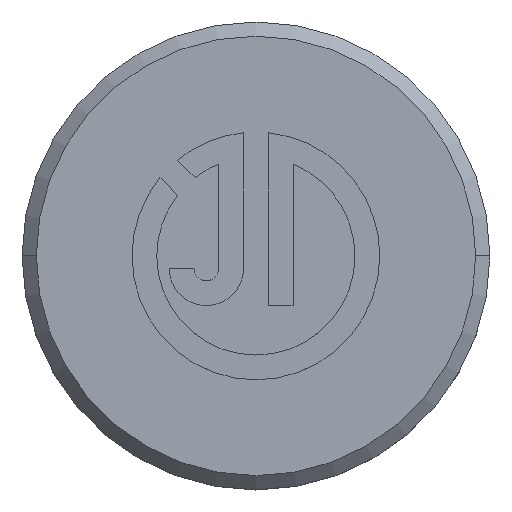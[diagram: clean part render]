
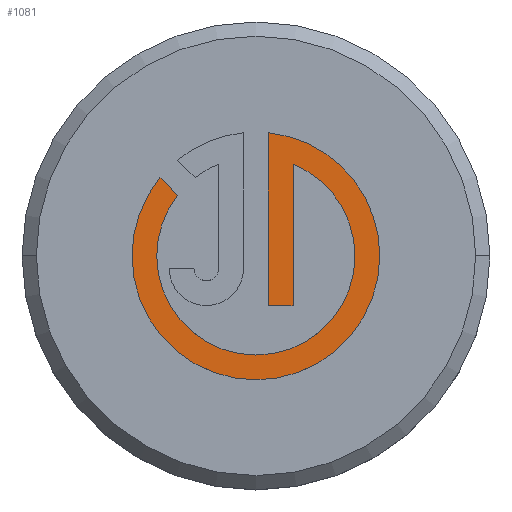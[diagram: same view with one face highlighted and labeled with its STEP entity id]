
A CAD part, top view. The second image highlights one B-rep face of the part: STEP entity #1081.
In plain terms, the highlighted planar face has unit normal (0, 0, 1).
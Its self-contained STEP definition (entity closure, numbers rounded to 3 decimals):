
#3 = ORIENTED_EDGE ( 'NONE', *, *, #430, .T. ) ;
#89 = DIRECTION ( 'NONE',  ( 0., 0., -1. ) ) ;
#116 = EDGE_CURVE ( 'NONE', #2095, #236, #1454, .T. ) ;
#123 = CARTESIAN_POINT ( 'NONE',  ( 0.604, -2.439, 79.9 ) ) ;
#159 = LINE ( 'NONE', #225, #1485 ) ;
#182 = DIRECTION ( 'NONE',  ( -1., 0., 0. ) ) ;
#189 = DIRECTION ( 'NONE',  ( 0., 0., -1. ) ) ;
#221 = DIRECTION ( 'NONE',  ( 0., 0., -1. ) ) ;
#225 = CARTESIAN_POINT ( 'NONE',  ( 0., -2.439, 79.9 ) ) ;
#236 = VERTEX_POINT ( 'NONE', #123 ) ;
#326 = CARTESIAN_POINT ( 'NONE',  ( -4.719, 3.85, 79.9 ) ) ;
#357 = DIRECTION ( 'NONE',  ( 0., 0., 1. ) ) ;
#362 = CARTESIAN_POINT ( 'NONE',  ( -0.005, -0.003, 79.9 ) ) ;
#430 = EDGE_CURVE ( 'NONE', #760, #803, #755, .T. ) ;
#434 = EDGE_CURVE ( 'NONE', #503, #1647, #1152, .T. ) ;
#503 = VERTEX_POINT ( 'NONE', #1636 ) ;
#523 = DIRECTION ( 'NONE',  ( 0., -1., 0. ) ) ;
#542 = CARTESIAN_POINT ( 'NONE',  ( -3.853, 2.983, 79.9 ) ) ;
#549 = VERTEX_POINT ( 'NONE', #2174 ) ;
#591 = PLANE ( 'NONE',  #1195 ) ;
#605 = ORIENTED_EDGE ( 'NONE', *, *, #1040, .T. ) ;
#612 = AXIS2_PLACEMENT_3D ( 'NONE', #362, #189, #182 ) ;
#637 = DIRECTION ( 'NONE',  ( -1., 0., 0. ) ) ;
#673 = CARTESIAN_POINT ( 'NONE',  ( -4.876, -0.003, 79.9 ) ) ;
#712 = DIRECTION ( 'NONE',  ( -0.707, 0.707, 0. ) ) ;
#740 = CARTESIAN_POINT ( 'NONE',  ( -0.005, -0.003, 79.9 ) ) ;
#743 = DIRECTION ( 'NONE',  ( 1., 0., 0. ) ) ;
#755 = CIRCLE ( 'NONE', #612, 4.871 ) ;
#759 = CIRCLE ( 'NONE', #2136, 6.089 ) ;
#760 = VERTEX_POINT ( 'NONE', #673 ) ;
#800 = AXIS2_PLACEMENT_3D ( 'NONE', #1247, #221, #1430 ) ;
#803 = VERTEX_POINT ( 'NONE', #2083 ) ;
#829 = LINE ( 'NONE', #1438, #1271 ) ;
#839 = DIRECTION ( 'NONE',  ( 0., 0., 1. ) ) ;
#888 = EDGE_CURVE ( 'NONE', #1089, #2095, #1931, .T. ) ;
#913 = ORIENTED_EDGE ( 'NONE', *, *, #1344, .T. ) ;
#917 = DIRECTION ( 'NONE',  ( 1., 0., 0. ) ) ;
#941 = CARTESIAN_POINT ( 'NONE',  ( 0., 0., 79.9 ) ) ;
#1014 = VECTOR ( 'NONE', #712, 1000. ) ;
#1025 = ORIENTED_EDGE ( 'NONE', *, *, #2225, .T. ) ;
#1040 = EDGE_CURVE ( 'NONE', #236, #549, #159, .T. ) ;
#1060 = AXIS2_PLACEMENT_3D ( 'NONE', #1297, #89, #637 ) ;
#1081 = ADVANCED_FACE ( 'NONE', ( #1423 ), #591, .T. ) ;
#1089 = VERTEX_POINT ( 'NONE', #1798 ) ;
#1103 = DIRECTION ( 'NONE',  ( 1., 0., 0. ) ) ;
#1122 = AXIS2_PLACEMENT_3D ( 'NONE', #1390, #357, #1563 ) ;
#1140 = CIRCLE ( 'NONE', #800, 4.871 ) ;
#1152 = CIRCLE ( 'NONE', #1060, 4.871 ) ;
#1195 = AXIS2_PLACEMENT_3D ( 'NONE', #941, #2158, #1103 ) ;
#1200 = EDGE_CURVE ( 'NONE', #1421, #1089, #759, .T. ) ;
#1239 = CARTESIAN_POINT ( 'NONE',  ( -6.094, -0.003, 79.9 ) ) ;
#1247 = CARTESIAN_POINT ( 'NONE',  ( -0.005, -0.003, 79.9 ) ) ;
#1271 = VECTOR ( 'NONE', #1969, 1000. ) ;
#1297 = CARTESIAN_POINT ( 'NONE',  ( -0.005, -0.003, 79.9 ) ) ;
#1329 = CIRCLE ( 'NONE', #2057, 6.089 ) ;
#1344 = EDGE_CURVE ( 'NONE', #803, #1781, #1469, .T. ) ;
#1390 = CARTESIAN_POINT ( 'NONE',  ( -0.005, -0.003, 79.9 ) ) ;
#1391 = ORIENTED_EDGE ( 'NONE', *, *, #434, .T. ) ;
#1421 = VERTEX_POINT ( 'NONE', #1239 ) ;
#1423 = FACE_OUTER_BOUND ( 'NONE', #2180, .T. ) ;
#1430 = DIRECTION ( 'NONE',  ( -1., 0., 0. ) ) ;
#1438 = CARTESIAN_POINT ( 'NONE',  ( 1.821, 0., 79.9 ) ) ;
#1454 = LINE ( 'NONE', #1508, #1762 ) ;
#1460 = ORIENTED_EDGE ( 'NONE', *, *, #1200, .T. ) ;
#1469 = LINE ( 'NONE', #542, #1014 ) ;
#1485 = VECTOR ( 'NONE', #743, 1000. ) ;
#1486 = ORIENTED_EDGE ( 'NONE', *, *, #2173, .T. ) ;
#1508 = CARTESIAN_POINT ( 'NONE',  ( 0.604, 0., 79.9 ) ) ;
#1563 = DIRECTION ( 'NONE',  ( 1., 0., 0. ) ) ;
#1636 = CARTESIAN_POINT ( 'NONE',  ( 1.821, 4.512, 79.9 ) ) ;
#1647 = VERTEX_POINT ( 'NONE', #2212 ) ;
#1762 = VECTOR ( 'NONE', #523, 1000. ) ;
#1781 = VERTEX_POINT ( 'NONE', #326 ) ;
#1798 = CARTESIAN_POINT ( 'NONE',  ( 6.084, -0.003, 79.9 ) ) ;
#1865 = ORIENTED_EDGE ( 'NONE', *, *, #116, .T. ) ;
#1880 = CARTESIAN_POINT ( 'NONE',  ( -0.005, -0.003, 79.9 ) ) ;
#1896 = EDGE_CURVE ( 'NONE', #1647, #760, #1140, .T. ) ;
#1925 = ORIENTED_EDGE ( 'NONE', *, *, #888, .T. ) ;
#1931 = CIRCLE ( 'NONE', #1122, 6.089 ) ;
#1960 = DIRECTION ( 'NONE',  ( 0., 0., 1. ) ) ;
#1969 = DIRECTION ( 'NONE',  ( 0., 1., 0. ) ) ;
#2017 = CARTESIAN_POINT ( 'NONE',  ( 0.604, 6.055, 79.9 ) ) ;
#2057 = AXIS2_PLACEMENT_3D ( 'NONE', #740, #1960, #917 ) ;
#2058 = DIRECTION ( 'NONE',  ( 1., 0., 0. ) ) ;
#2083 = CARTESIAN_POINT ( 'NONE',  ( -3.853, 2.983, 79.9 ) ) ;
#2095 = VERTEX_POINT ( 'NONE', #2017 ) ;
#2136 = AXIS2_PLACEMENT_3D ( 'NONE', #1880, #839, #2058 ) ;
#2158 = DIRECTION ( 'NONE',  ( 0., 0., 1. ) ) ;
#2173 = EDGE_CURVE ( 'NONE', #1781, #1421, #1329, .T. ) ;
#2174 = CARTESIAN_POINT ( 'NONE',  ( 1.821, -2.439, 79.9 ) ) ;
#2180 = EDGE_LOOP ( 'NONE', ( #1391, #2231, #3, #913, #1486, #1460, #1925, #1865, #605, #1025 ) ) ;
#2212 = CARTESIAN_POINT ( 'NONE',  ( 4.866, -0.003, 79.9 ) ) ;
#2225 = EDGE_CURVE ( 'NONE', #549, #503, #829, .T. ) ;
#2231 = ORIENTED_EDGE ( 'NONE', *, *, #1896, .T. ) ;
